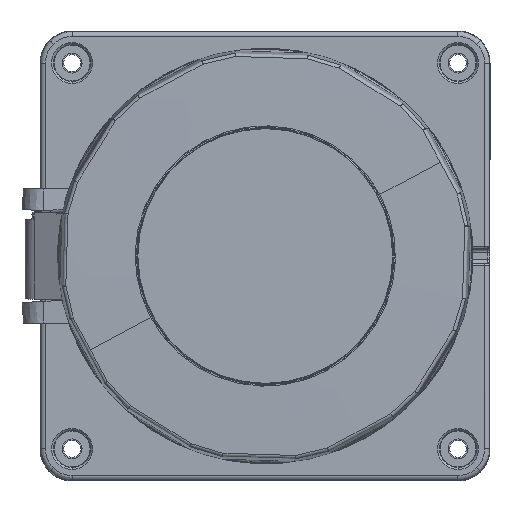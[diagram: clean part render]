
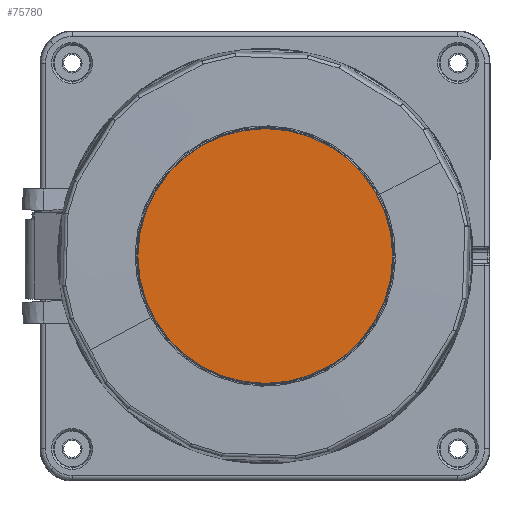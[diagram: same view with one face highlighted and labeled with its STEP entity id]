
A CAD part, left-side view. The second image highlights one B-rep face of the part: STEP entity #75780.
In plain terms, the highlighted planar face has unit normal (-1, 0, 0).
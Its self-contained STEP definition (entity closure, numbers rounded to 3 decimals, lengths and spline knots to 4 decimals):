
#3911 = CARTESIAN_POINT ( 'NONE',  ( -2.9404, 3.4436, 3.093 ) ) ;
#5926 = ORIENTED_EDGE ( 'NONE', *, *, #8598, .T. ) ;
#8598 = EDGE_CURVE ( 'NONE', #46803, #82322, #73771, .T. ) ;
#10709 = FACE_OUTER_BOUND ( 'NONE', #75860, .T. ) ;
#13505 = AXIS2_PLACEMENT_3D ( 'NONE', #32360, #51824, #44299 ) ;
#18642 = CARTESIAN_POINT ( 'NONE',  ( -2.9404, 2.1697, 3.093 ) ) ;
#25287 = PLANE ( 'NONE',  #13505 ) ;
#28745 = AXIS2_PLACEMENT_3D ( 'NONE', #49351, #64285, #77092 ) ;
#30856 = DIRECTION ( 'NONE',  ( -1., 0., 0. ) ) ;
#32360 = CARTESIAN_POINT ( 'NONE',  ( -2.9404, 3.4436, 3.093 ) ) ;
#34487 = CIRCLE ( 'NONE', #47225, 1.274 ) ;
#43997 = EDGE_CURVE ( 'NONE', #82322, #46803, #34487, .T. ) ;
#44299 = DIRECTION ( 'NONE',  ( 0., -1., 0. ) ) ;
#46803 = VERTEX_POINT ( 'NONE', #66205 ) ;
#47225 = AXIS2_PLACEMENT_3D ( 'NONE', #3911, #30856, #57774 ) ;
#49351 = CARTESIAN_POINT ( 'NONE',  ( -2.9404, 3.4436, 3.093 ) ) ;
#51824 = DIRECTION ( 'NONE',  ( -1., 0., 0. ) ) ;
#57774 = DIRECTION ( 'NONE',  ( 0., -1., 0. ) ) ;
#64285 = DIRECTION ( 'NONE',  ( -1., 0., 0. ) ) ;
#66205 = CARTESIAN_POINT ( 'NONE',  ( -2.9404, 4.7176, 3.093 ) ) ;
#73771 = CIRCLE ( 'NONE', #28745, 1.274 ) ;
#75780 = ADVANCED_FACE ( 'NONE', ( #10709 ), #25287, .T. ) ;
#75849 = ORIENTED_EDGE ( 'NONE', *, *, #43997, .T. ) ;
#75860 = EDGE_LOOP ( 'NONE', ( #75849, #5926 ) ) ;
#77092 = DIRECTION ( 'NONE',  ( 0., -1., 0. ) ) ;
#82322 = VERTEX_POINT ( 'NONE', #18642 ) ;
